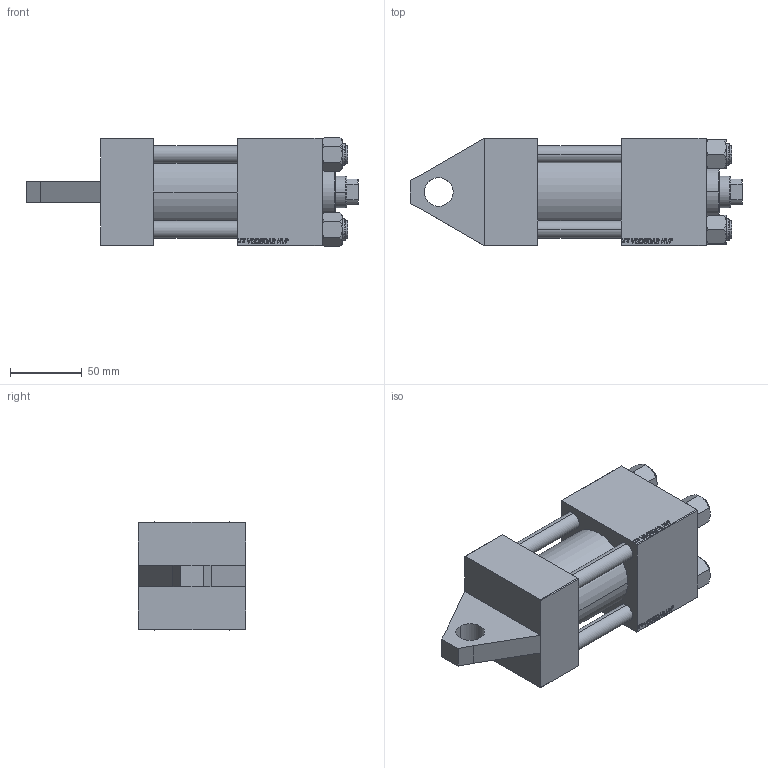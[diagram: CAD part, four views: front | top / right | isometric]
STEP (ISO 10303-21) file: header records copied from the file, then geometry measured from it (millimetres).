
FILE_DESCRIPTION (( 'STEP AP203' ), '1' );
FILE_NAME ('2848.STEP', '2024-02-06T05:51:23', ( '' ), ( '' ), 'SwSTEP 2.0', 'SolidWorks 2019', '' );
FILE_SCHEMA (( 'CONFIG_CONTROL_DESIGN' ));
Length unit declared in the file: millimetre
Products named in the file (6): V215CR_VCP_I ab364ca7c8bcd5b7f750bf2031c7aaec; 2848; NUT_M5_I ab364ca7c8bcd5b7f750bf2031c7aaec; V215CR_TYCINKA_I ab364ca7c8bcd5b7f750bf2031c7aaec; V215CR_I_Body ab364ca7c8bcd5b7f750bf2031c7aaec; V215_VC_A ab364ca7c8bcd5b7f750bf2031c7aaec
Assembly tree (11 placements, depth 2):
  2848
    V215CR_I_Body ab364ca7c8bcd5b7f750bf2031c7aaec
    V215CR_VCP_I ab364ca7c8bcd5b7f750bf2031c7aaec
    V215CR_TYCINKA_I ab364ca7c8bcd5b7f750bf2031c7aaec  x4
    NUT_M5_I ab364ca7c8bcd5b7f750bf2031c7aaec  x4
    V215_VC_A ab364ca7c8bcd5b7f750bf2031c7aaec
Bounding box: 231 x 75 x 75.54 mm (x, y, z)
Volume: 699573.8 mm3; surface area: 156291.9 mm2
Topology: 11 solids, 11 shells, 1079 faces, 2714 edges, 1759 vertices
Faces by surface type: plane 502, bspline 360, cone 128, cylinder 81, torus 8
Entity records: 46042 total; most frequent: CARTESIAN_POINT 24309, ORIENTED_EDGE 4920, DIRECTION 3112, EDGE_CURVE 2460, VERTEX_POINT 1615, LINE 1516, VECTOR 1516, EDGE_LOOP 1075
